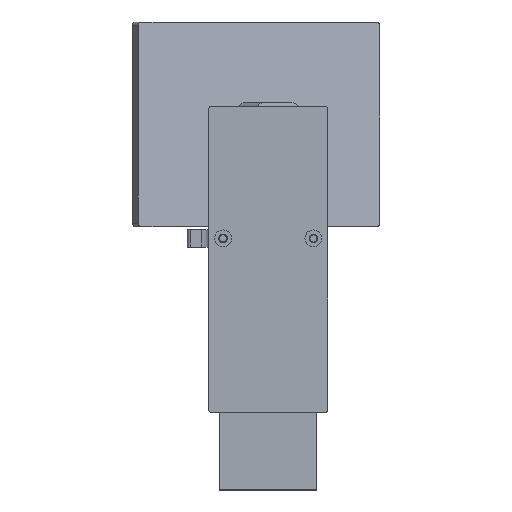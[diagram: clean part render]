
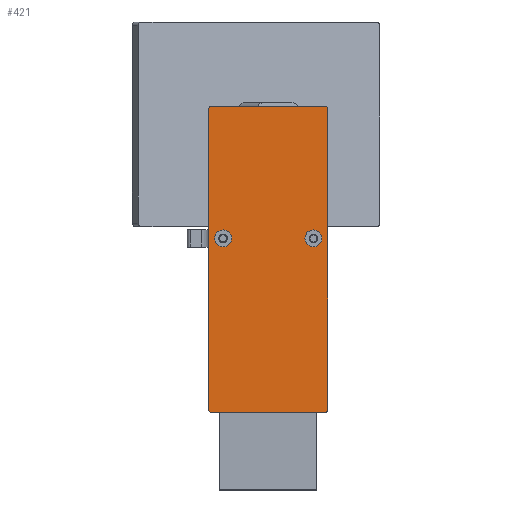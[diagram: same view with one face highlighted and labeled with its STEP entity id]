
A CAD part, top view. The second image highlights one B-rep face of the part: STEP entity #421.
In plain terms, the highlighted face is planar.
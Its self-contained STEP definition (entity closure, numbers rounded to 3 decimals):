
#135 = VERTEX_POINT ( 'NONE', #303 ) ;
#155 = FACE_BOUND ( 'NONE', #856, .T. ) ;
#187 = VERTEX_POINT ( 'NONE', #2228 ) ;
#206 = DIRECTION ( 'NONE',  ( 0., -1., 0. ) ) ;
#209 = VERTEX_POINT ( 'NONE', #2840 ) ;
#227 = VECTOR ( 'NONE', #2691, 1000. ) ;
#303 = CARTESIAN_POINT ( 'NONE',  ( 0., 0., 2. ) ) ;
#333 = CIRCLE ( 'NONE', #2676, 2. ) ;
#378 = ORIENTED_EDGE ( 'NONE', *, *, #3421, .F. ) ;
#392 = ORIENTED_EDGE ( 'NONE', *, *, #606, .T. ) ;
#421 = ADVANCED_FACE ( 'NONE', ( #604, #155, #658 ), #3866, .F. ) ;
#435 = CARTESIAN_POINT ( 'NONE',  ( 0., 0., 0. ) ) ;
#467 = CARTESIAN_POINT ( 'NONE',  ( 180., 0., 2. ) ) ;
#537 = CARTESIAN_POINT ( 'NONE',  ( 77.7, 0., 61.5 ) ) ;
#604 = FACE_BOUND ( 'NONE', #1002, .T. ) ;
#606 = EDGE_CURVE ( 'NONE', #1342, #966, #333, .T. ) ;
#658 = FACE_OUTER_BOUND ( 'NONE', #1178, .T. ) ;
#854 = DIRECTION ( 'NONE',  ( 0., 0., 1. ) ) ;
#856 = EDGE_LOOP ( 'NONE', ( #2352 ) ) ;
#966 = VERTEX_POINT ( 'NONE', #3243 ) ;
#970 = AXIS2_PLACEMENT_3D ( 'NONE', #2132, #2435, #1780 ) ;
#1002 = EDGE_LOOP ( 'NONE', ( #2750 ) ) ;
#1036 = ORIENTED_EDGE ( 'NONE', *, *, #1292, .F. ) ;
#1126 = DIRECTION ( 'NONE',  ( 0., 0., 1. ) ) ;
#1133 = VERTEX_POINT ( 'NONE', #1693 ) ;
#1146 = LINE ( 'NONE', #2048, #227 ) ;
#1178 = EDGE_LOOP ( 'NONE', ( #1036, #3899, #2948, #3878, #1931, #392, #378, #3905 ) ) ;
#1244 = CIRCLE ( 'NONE', #2163, 5. ) ;
#1292 = EDGE_CURVE ( 'NONE', #2694, #1133, #2326, .T. ) ;
#1342 = VERTEX_POINT ( 'NONE', #3940 ) ;
#1350 = VECTOR ( 'NONE', #1501, 1000. ) ;
#1462 = DIRECTION ( 'NONE',  ( 0., -1., 0. ) ) ;
#1501 = DIRECTION ( 'NONE',  ( 0., 0., -1. ) ) ;
#1693 = CARTESIAN_POINT ( 'NONE',  ( 2., 0., 0. ) ) ;
#1730 = CIRCLE ( 'NONE', #3323, 2. ) ;
#1770 = DIRECTION ( 'NONE',  ( 0., 0., 1. ) ) ;
#1780 = DIRECTION ( 'NONE',  ( 0., 0., 1. ) ) ;
#1786 = CARTESIAN_POINT ( 'NONE',  ( 2., 0., 68. ) ) ;
#1793 = DIRECTION ( 'NONE',  ( -1., 0., 0. ) ) ;
#1869 = AXIS2_PLACEMENT_3D ( 'NONE', #2733, #1462, #854 ) ;
#1931 = ORIENTED_EDGE ( 'NONE', *, *, #2642, .F. ) ;
#1961 = DIRECTION ( 'NONE',  ( 0., 1., 0. ) ) ;
#2048 = CARTESIAN_POINT ( 'NONE',  ( 0., 0., 70. ) ) ;
#2061 = DIRECTION ( 'NONE',  ( 0., -1., 0. ) ) ;
#2109 = DIRECTION ( 'NONE',  ( 0., 0., -1. ) ) ;
#2132 = CARTESIAN_POINT ( 'NONE',  ( 178., 0., 68. ) ) ;
#2138 = CARTESIAN_POINT ( 'NONE',  ( 180., 0., 68. ) ) ;
#2160 = VERTEX_POINT ( 'NONE', #467 ) ;
#2163 = AXIS2_PLACEMENT_3D ( 'NONE', #537, #2717, #3921 ) ;
#2182 = CARTESIAN_POINT ( 'NONE',  ( 180., 0., 0. ) ) ;
#2228 = CARTESIAN_POINT ( 'NONE',  ( 77.7, 0., 3.5 ) ) ;
#2294 = EDGE_CURVE ( 'NONE', #135, #1133, #1730, .T. ) ;
#2326 = LINE ( 'NONE', #3049, #3859 ) ;
#2352 = ORIENTED_EDGE ( 'NONE', *, *, #2721, .F. ) ;
#2399 = CARTESIAN_POINT ( 'NONE',  ( 77.7, 0., 8.5 ) ) ;
#2435 = DIRECTION ( 'NONE',  ( 0., -1., 0. ) ) ;
#2642 = EDGE_CURVE ( 'NONE', #1342, #209, #1146, .T. ) ;
#2676 = AXIS2_PLACEMENT_3D ( 'NONE', #1786, #2061, #1126 ) ;
#2684 = CIRCLE ( 'NONE', #1869, 2. ) ;
#2688 = AXIS2_PLACEMENT_3D ( 'NONE', #2399, #206, #2109 ) ;
#2691 = DIRECTION ( 'NONE',  ( 1., 0., 0. ) ) ;
#2694 = VERTEX_POINT ( 'NONE', #2704 ) ;
#2704 = CARTESIAN_POINT ( 'NONE',  ( 178., 0., 0. ) ) ;
#2717 = DIRECTION ( 'NONE',  ( 0., -1., 0. ) ) ;
#2721 = EDGE_CURVE ( 'NONE', #2792, #2792, #1244, .T. ) ;
#2733 = CARTESIAN_POINT ( 'NONE',  ( 178., 0., 2. ) ) ;
#2741 = DIRECTION ( 'NONE',  ( 0., 0., 1. ) ) ;
#2750 = ORIENTED_EDGE ( 'NONE', *, *, #3876, .F. ) ;
#2792 = VERTEX_POINT ( 'NONE', #3137 ) ;
#2832 = LINE ( 'NONE', #2182, #1350 ) ;
#2840 = CARTESIAN_POINT ( 'NONE',  ( 178., 0., 70. ) ) ;
#2851 = EDGE_CURVE ( 'NONE', #3933, #209, #2984, .T. ) ;
#2886 = EDGE_CURVE ( 'NONE', #2694, #2160, #2684, .T. ) ;
#2905 = DIRECTION ( 'NONE',  ( 0., 0., 1. ) ) ;
#2947 = CIRCLE ( 'NONE', #2688, 5. ) ;
#2948 = ORIENTED_EDGE ( 'NONE', *, *, #3427, .F. ) ;
#2984 = CIRCLE ( 'NONE', #970, 2. ) ;
#3025 = VECTOR ( 'NONE', #2741, 1000. ) ;
#3049 = CARTESIAN_POINT ( 'NONE',  ( 0., 0., 0. ) ) ;
#3137 = CARTESIAN_POINT ( 'NONE',  ( 77.7, 0., 56.5 ) ) ;
#3243 = CARTESIAN_POINT ( 'NONE',  ( 0., 0., 68. ) ) ;
#3323 = AXIS2_PLACEMENT_3D ( 'NONE', #3329, #3986, #1770 ) ;
#3329 = CARTESIAN_POINT ( 'NONE',  ( 2., 0., 2. ) ) ;
#3421 = EDGE_CURVE ( 'NONE', #135, #966, #3857, .T. ) ;
#3427 = EDGE_CURVE ( 'NONE', #3933, #2160, #2832, .T. ) ;
#3588 = AXIS2_PLACEMENT_3D ( 'NONE', #435, #1961, #2905 ) ;
#3688 = CARTESIAN_POINT ( 'NONE',  ( 0., 0., 0. ) ) ;
#3857 = LINE ( 'NONE', #3688, #3025 ) ;
#3859 = VECTOR ( 'NONE', #1793, 1000. ) ;
#3866 = PLANE ( 'NONE',  #3588 ) ;
#3876 = EDGE_CURVE ( 'NONE', #187, #187, #2947, .T. ) ;
#3878 = ORIENTED_EDGE ( 'NONE', *, *, #2851, .T. ) ;
#3899 = ORIENTED_EDGE ( 'NONE', *, *, #2886, .T. ) ;
#3905 = ORIENTED_EDGE ( 'NONE', *, *, #2294, .T. ) ;
#3921 = DIRECTION ( 'NONE',  ( 0., 0., -1. ) ) ;
#3933 = VERTEX_POINT ( 'NONE', #2138 ) ;
#3940 = CARTESIAN_POINT ( 'NONE',  ( 2., 0., 70. ) ) ;
#3986 = DIRECTION ( 'NONE',  ( 0., -1., 0. ) ) ;
